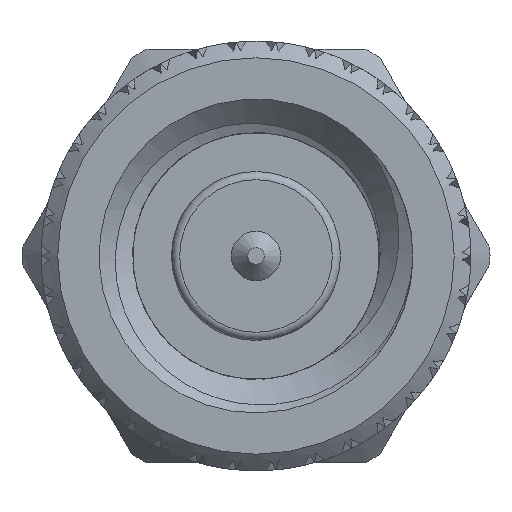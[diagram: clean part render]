
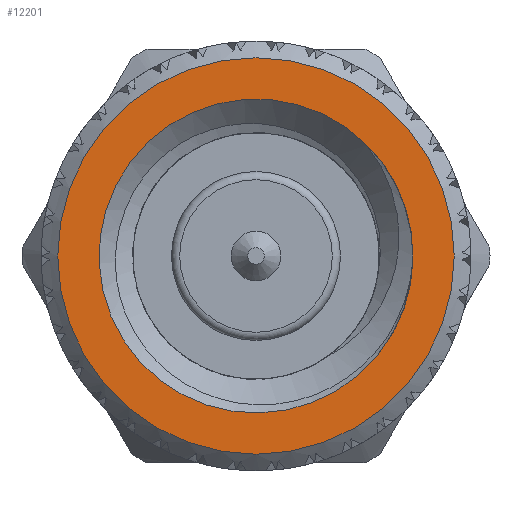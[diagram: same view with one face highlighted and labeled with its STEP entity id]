
A CAD part, left-side view. The second image highlights one B-rep face of the part: STEP entity #12201.
In plain terms, the highlighted planar face has unit normal (-1, 0, 0).
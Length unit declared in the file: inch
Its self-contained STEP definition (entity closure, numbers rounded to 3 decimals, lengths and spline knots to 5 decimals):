
#1026 = CIRCLE ( 'NONE', #13353, 0.12 ) ;
#1181 = DIRECTION ( 'NONE',  ( 0., -1., 0. ) ) ;
#4310 = CIRCLE ( 'NONE', #31247, 0.095 ) ;
#4585 = VERTEX_POINT ( 'NONE', #43348 ) ;
#4710 = DIRECTION ( 'NONE',  ( 0., -1., 0. ) ) ;
#4799 = DIRECTION ( 'NONE',  ( 0., 1., 0. ) ) ;
#4821 = CARTESIAN_POINT ( 'NONE',  ( 0.02661, 0., 0. ) ) ;
#5041 = CARTESIAN_POINT ( 'NONE',  ( 0.02661, 0., 0. ) ) ;
#5553 = EDGE_CURVE ( 'NONE', #4585, #11489, #4310, .T. ) ;
#7404 = DIRECTION ( 'NONE',  ( -1., 0., 0. ) ) ;
#10057 = EDGE_CURVE ( 'NONE', #11489, #4585, #21786, .T. ) ;
#11297 = ORIENTED_EDGE ( 'NONE', *, *, #5553, .F. ) ;
#11489 = VERTEX_POINT ( 'NONE', #20953 ) ;
#12201 = ADVANCED_FACE ( 'NONE', ( #33525, #29671 ), #23148, .F. ) ;
#13353 = AXIS2_PLACEMENT_3D ( 'NONE', #4821, #31328, #41937 ) ;
#15166 = EDGE_LOOP ( 'NONE', ( #11297, #46510 ) ) ;
#15896 = CARTESIAN_POINT ( 'NONE',  ( 0.02661, 0.13, 0. ) ) ;
#17045 = EDGE_CURVE ( 'NONE', #23481, #23481, #1026, .T. ) ;
#17090 = EDGE_LOOP ( 'NONE', ( #18252 ) ) ;
#17177 = AXIS2_PLACEMENT_3D ( 'NONE', #15896, #26074, #4799 ) ;
#18252 = ORIENTED_EDGE ( 'NONE', *, *, #17045, .T. ) ;
#20953 = CARTESIAN_POINT ( 'NONE',  ( 0.02661, -0.06718, 0.06718 ) ) ;
#21786 = CIRCLE ( 'NONE', #28698, 0.095 ) ;
#23148 = PLANE ( 'NONE',  #17177 ) ;
#23481 = VERTEX_POINT ( 'NONE', #42492 ) ;
#26074 = DIRECTION ( 'NONE',  ( 1., 0., 0. ) ) ;
#28698 = AXIS2_PLACEMENT_3D ( 'NONE', #37029, #7404, #4710 ) ;
#29671 = FACE_OUTER_BOUND ( 'NONE', #17090, .T. ) ;
#31247 = AXIS2_PLACEMENT_3D ( 'NONE', #5041, #33987, #1181 ) ;
#31328 = DIRECTION ( 'NONE',  ( -1., 0., 0. ) ) ;
#33525 = FACE_BOUND ( 'NONE', #15166, .T. ) ;
#33987 = DIRECTION ( 'NONE',  ( -1., 0., 0. ) ) ;
#37029 = CARTESIAN_POINT ( 'NONE',  ( 0.02661, 0., 0. ) ) ;
#41937 = DIRECTION ( 'NONE',  ( 0., 1., 0. ) ) ;
#42492 = CARTESIAN_POINT ( 'NONE',  ( 0.02661, 0.12, 0. ) ) ;
#43348 = CARTESIAN_POINT ( 'NONE',  ( 0.02661, -0.095, 0. ) ) ;
#46510 = ORIENTED_EDGE ( 'NONE', *, *, #10057, .F. ) ;
